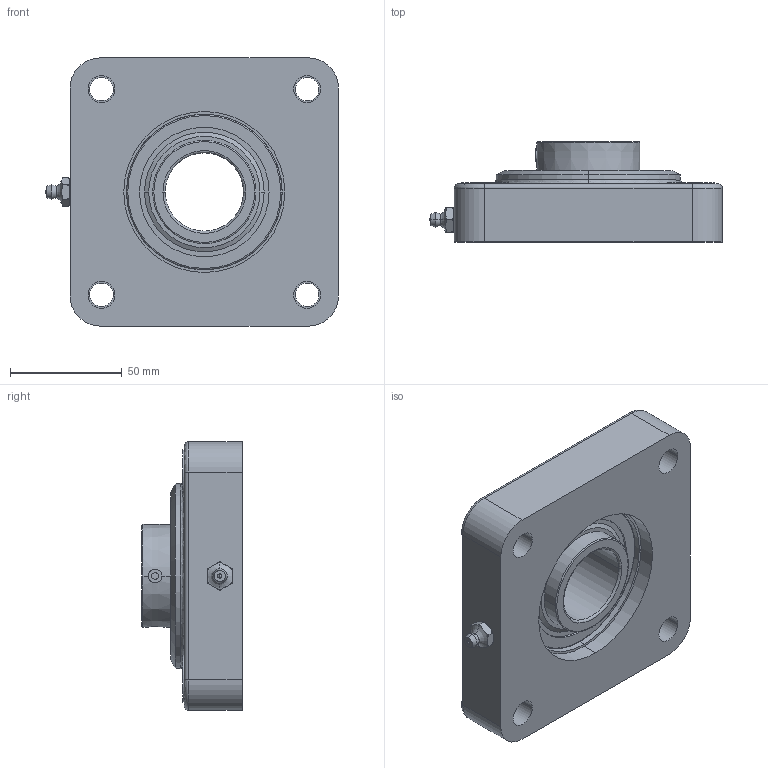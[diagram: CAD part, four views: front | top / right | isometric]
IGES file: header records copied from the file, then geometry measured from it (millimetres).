
Start section:  PTC IGES file: B0000646612.igs
Global section: file name: B0000646612.igs; native system: Pro/ENGINEER by Parametric Technology Corporation; preprocessor: 2010020; author: rcru51; organization: Rex Nord Marbet spa; date: 20110110.180821; units: millimetre
Bounding box: 131 x 44.9 x 120 mm (x, y, z)
Surface area: 57009.5 mm2 (no closed solid volume)
Topology: 0 solids, 0 shells, 170 faces, 760 edges, 734 vertices
Faces by surface type: revolution 120, bspline 50
